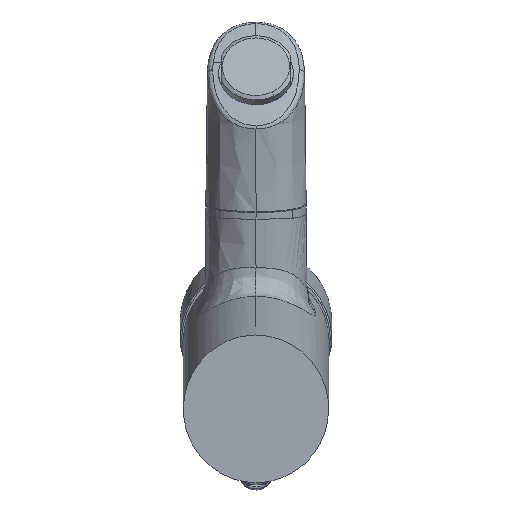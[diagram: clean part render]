
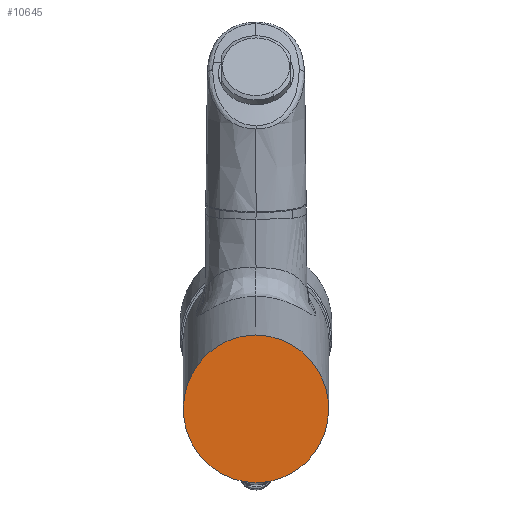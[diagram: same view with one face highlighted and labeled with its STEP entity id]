
A CAD part, front view. The second image highlights one B-rep face of the part: STEP entity #10645.
In plain terms, the highlighted planar face has unit normal (0, -1, 0).
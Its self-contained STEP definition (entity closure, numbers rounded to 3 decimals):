
#19 = CARTESIAN_POINT ( 'NONE',  ( 0., 0., 0. ) ) ;
#760 = EDGE_CURVE ( 'NONE', #2028, #1505, #3139, .T. ) ;
#1006 = DIRECTION ( 'NONE',  ( 0., 1., 0. ) ) ;
#1107 = CARTESIAN_POINT ( 'NONE',  ( 0., 0., -23.609 ) ) ;
#1505 = VERTEX_POINT ( 'NONE', #9566 ) ;
#2028 = VERTEX_POINT ( 'NONE', #11973 ) ;
#3139 =( BOUNDED_CURVE ( )  B_SPLINE_CURVE ( 3, ( #9153, #7188, #6205, #3255 ),
 .UNSPECIFIED., .F., .T. ) 
 B_SPLINE_CURVE_WITH_KNOTS ( ( 4, 4 ),
 ( 3.142, 6.283 ),
 .UNSPECIFIED. ) 
 CURVE ( )  GEOMETRIC_REPRESENTATION_ITEM ( )  RATIONAL_B_SPLINE_CURVE ( ( 1., 0.333, 0.333, 1. ) ) 
 REPRESENTATION_ITEM ( '' )  );
#3156 = AXIS2_PLACEMENT_3D ( 'NONE', #19, #1006, #7889 ) ;
#3255 = CARTESIAN_POINT ( 'NONE',  ( 0., 0., 23.609 ) ) ;
#3399 = EDGE_CURVE ( 'NONE', #1505, #2028, #10958, .T. ) ;
#3876 = PLANE ( 'NONE',  #3156 ) ;
#4271 = ORIENTED_EDGE ( 'NONE', *, *, #3399, .F. ) ;
#4972 = CARTESIAN_POINT ( 'NONE',  ( 0., 0., 23.609 ) ) ;
#5851 = FACE_OUTER_BOUND ( 'NONE', #6259, .T. ) ;
#6205 = CARTESIAN_POINT ( 'NONE',  ( -46.5, 0., 23.609 ) ) ;
#6259 = EDGE_LOOP ( 'NONE', ( #12068, #4271 ) ) ;
#7008 = CARTESIAN_POINT ( 'NONE',  ( 46.5, 0., -23.609 ) ) ;
#7188 = CARTESIAN_POINT ( 'NONE',  ( -46.5, 0., -23.609 ) ) ;
#7889 = DIRECTION ( 'NONE',  ( 0., 0., 1. ) ) ;
#9153 = CARTESIAN_POINT ( 'NONE',  ( 0., 0., -23.609 ) ) ;
#9566 = CARTESIAN_POINT ( 'NONE',  ( 0., 0., 23.609 ) ) ;
#9924 = CARTESIAN_POINT ( 'NONE',  ( 46.5, 0., 23.609 ) ) ;
#10645 = ADVANCED_FACE ( 'NONE', ( #5851 ), #3876, .F. ) ;
#10958 =( BOUNDED_CURVE ( )  B_SPLINE_CURVE ( 3, ( #4972, #9924, #7008, #1107 ),
 .UNSPECIFIED., .F., .T. ) 
 B_SPLINE_CURVE_WITH_KNOTS ( ( 4, 4 ),
 ( 0., 3.142 ),
 .UNSPECIFIED. ) 
 CURVE ( )  GEOMETRIC_REPRESENTATION_ITEM ( )  RATIONAL_B_SPLINE_CURVE ( ( 1., 0.333, 0.333, 1. ) ) 
 REPRESENTATION_ITEM ( '' )  );
#11973 = CARTESIAN_POINT ( 'NONE',  ( 0., 0., -23.609 ) ) ;
#12068 = ORIENTED_EDGE ( 'NONE', *, *, #760, .F. ) ;
